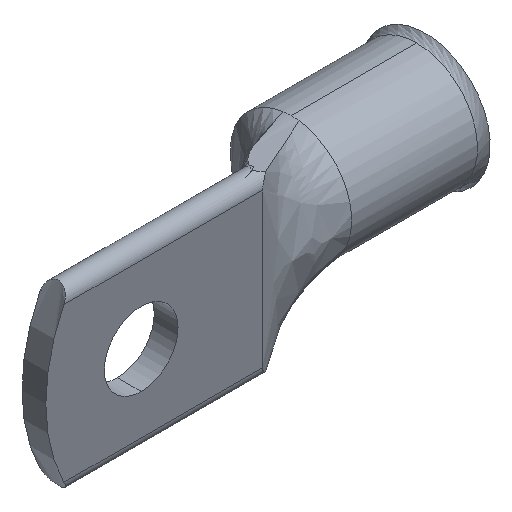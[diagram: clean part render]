
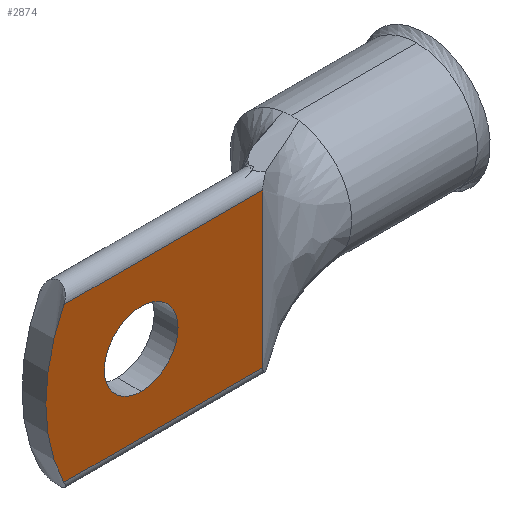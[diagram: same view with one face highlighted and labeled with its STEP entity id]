
A CAD part, isometric view. The second image highlights one B-rep face of the part: STEP entity #2874.
In plain terms, the highlighted planar face has unit normal (0, -1, 0).
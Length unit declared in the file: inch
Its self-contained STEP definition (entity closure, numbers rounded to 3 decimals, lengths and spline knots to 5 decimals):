
#262 = EDGE_LOOP ( 'NONE', ( #1893, #4034, #2545, #1184 ) ) ;
#269 = DIRECTION ( 'NONE',  ( 0., -1., 0. ) ) ;
#382 = CARTESIAN_POINT ( 'NONE',  ( -0.41673, -0.055, 0.355 ) ) ;
#443 = EDGE_CURVE ( 'NONE', #4444, #1813, #3604, .T. ) ;
#500 = CARTESIAN_POINT ( 'NONE',  ( 0.2984, -0.055, -0.355 ) ) ;
#506 = CARTESIAN_POINT ( 'NONE',  ( 0.5, -0.055, -0.355 ) ) ;
#575 = LINE ( 'NONE', #500, #2963 ) ;
#705 = CARTESIAN_POINT ( 'NONE',  ( 0.2984, -0.055, 0. ) ) ;
#715 = DIRECTION ( 'NONE',  ( 0., 0., -1. ) ) ;
#765 = CARTESIAN_POINT ( 'NONE',  ( -0.06, -0.055, 0.17 ) ) ;
#812 = CARTESIAN_POINT ( 'NONE',  ( -0.06, -0.055, 0. ) ) ;
#1038 = CIRCLE ( 'NONE', #2504, 0.17 ) ;
#1115 = CARTESIAN_POINT ( 'NONE',  ( -0.41673, -0.055, -0.355 ) ) ;
#1125 = DIRECTION ( 'NONE',  ( 0., -1., 0. ) ) ;
#1134 = FACE_BOUND ( 'NONE', #4600, .T. ) ;
#1173 = CARTESIAN_POINT ( 'NONE',  ( -0.06, -0.055, 0. ) ) ;
#1184 = ORIENTED_EDGE ( 'NONE', *, *, #443, .T. ) ;
#1414 = DIRECTION ( 'NONE',  ( 0., 0., -1. ) ) ;
#1546 = ORIENTED_EDGE ( 'NONE', *, *, #4070, .F. ) ;
#1576 = DIRECTION ( 'NONE',  ( 0., 0., -1. ) ) ;
#1614 = DIRECTION ( 'NONE',  ( 0., -1., 0. ) ) ;
#1621 = CARTESIAN_POINT ( 'NONE',  ( 0.5, -0.055, 0. ) ) ;
#1645 = LINE ( 'NONE', #1621, #3609 ) ;
#1689 = CIRCLE ( 'NONE', #4333, 0.17 ) ;
#1696 = CIRCLE ( 'NONE', #2337, 0.7984 ) ;
#1705 = DIRECTION ( 'NONE',  ( -1., 0., 0. ) ) ;
#1786 = VERTEX_POINT ( 'NONE', #765 ) ;
#1813 = VERTEX_POINT ( 'NONE', #382 ) ;
#1893 = ORIENTED_EDGE ( 'NONE', *, *, #4665, .T. ) ;
#1927 = EDGE_CURVE ( 'NONE', #4171, #1786, #1689, .T. ) ;
#1993 = CARTESIAN_POINT ( 'NONE',  ( 0.2984, -0.055, 0. ) ) ;
#2084 = CARTESIAN_POINT ( 'NONE',  ( -0.41673, -0.055, 0.355 ) ) ;
#2102 = DIRECTION ( 'NONE',  ( 1., 0., 0. ) ) ;
#2153 = CARTESIAN_POINT ( 'NONE',  ( -0.06, -0.055, -0.17 ) ) ;
#2337 = AXIS2_PLACEMENT_3D ( 'NONE', #705, #269, #1414 ) ;
#2504 = AXIS2_PLACEMENT_3D ( 'NONE', #812, #3207, #1576 ) ;
#2513 = CARTESIAN_POINT ( 'NONE',  ( 0.5, -0.055, 0.355 ) ) ;
#2524 = EDGE_CURVE ( 'NONE', #4651, #4065, #575, .T. ) ;
#2545 = ORIENTED_EDGE ( 'NONE', *, *, #3606, .T. ) ;
#2874 = ADVANCED_FACE ( 'NONE', ( #1134, #4675 ), #3143, .T. ) ;
#2963 = VECTOR ( 'NONE', #2102, 39.37008 ) ;
#3143 = PLANE ( 'NONE',  #4080 ) ;
#3150 = DIRECTION ( 'NONE',  ( 0., 0., 1. ) ) ;
#3207 = DIRECTION ( 'NONE',  ( 0., -1., 0. ) ) ;
#3420 = ORIENTED_EDGE ( 'NONE', *, *, #1927, .F. ) ;
#3513 = DIRECTION ( 'NONE',  ( 0., 0., -1. ) ) ;
#3604 = LINE ( 'NONE', #2084, #3928 ) ;
#3606 = EDGE_CURVE ( 'NONE', #4065, #4444, #1645, .T. ) ;
#3609 = VECTOR ( 'NONE', #3150, 39.37008 ) ;
#3928 = VECTOR ( 'NONE', #1705, 39.37008 ) ;
#4034 = ORIENTED_EDGE ( 'NONE', *, *, #2524, .T. ) ;
#4065 = VERTEX_POINT ( 'NONE', #506 ) ;
#4070 = EDGE_CURVE ( 'NONE', #1786, #4171, #1038, .T. ) ;
#4080 = AXIS2_PLACEMENT_3D ( 'NONE', #1993, #1614, #3513 ) ;
#4171 = VERTEX_POINT ( 'NONE', #2153 ) ;
#4333 = AXIS2_PLACEMENT_3D ( 'NONE', #1173, #1125, #715 ) ;
#4444 = VERTEX_POINT ( 'NONE', #2513 ) ;
#4600 = EDGE_LOOP ( 'NONE', ( #1546, #3420 ) ) ;
#4651 = VERTEX_POINT ( 'NONE', #1115 ) ;
#4665 = EDGE_CURVE ( 'NONE', #1813, #4651, #1696, .T. ) ;
#4675 = FACE_OUTER_BOUND ( 'NONE', #262, .T. ) ;
